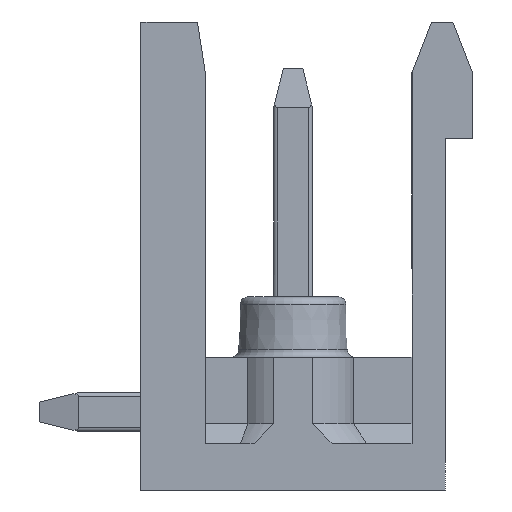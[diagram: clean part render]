
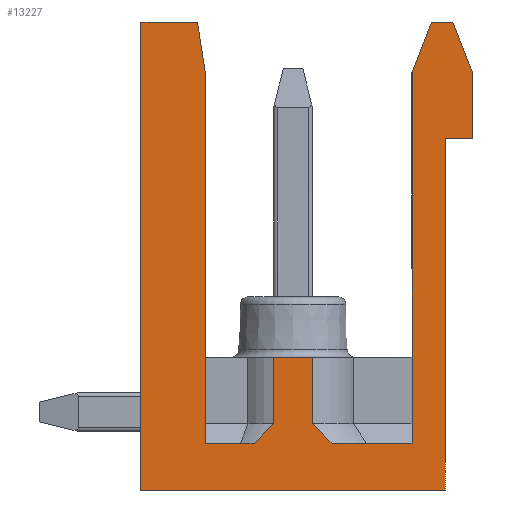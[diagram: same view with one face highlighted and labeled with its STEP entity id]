
A CAD part, left-side view. The second image highlights one B-rep face of the part: STEP entity #13227.
In plain terms, the highlighted planar face has unit normal (-1, 0, 0).
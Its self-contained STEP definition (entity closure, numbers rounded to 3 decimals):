
#1580=ORIENTED_EDGE('',*,*,#5332,.T.);
#1581=ORIENTED_EDGE('',*,*,#5333,.T.);
#1582=ORIENTED_EDGE('',*,*,#5334,.F.);
#1583=ORIENTED_EDGE('',*,*,#5335,.T.);
#1584=ORIENTED_EDGE('',*,*,#4543,.T.);
#1585=ORIENTED_EDGE('',*,*,#5336,.F.);
#1586=ORIENTED_EDGE('',*,*,#5337,.T.);
#1587=ORIENTED_EDGE('',*,*,#5338,.F.);
#1588=ORIENTED_EDGE('',*,*,#5304,.T.);
#1589=ORIENTED_EDGE('',*,*,#5298,.F.);
#1590=ORIENTED_EDGE('',*,*,#5301,.T.);
#1591=ORIENTED_EDGE('',*,*,#5339,.F.);
#1592=ORIENTED_EDGE('',*,*,#5340,.F.);
#1593=ORIENTED_EDGE('',*,*,#5341,.T.);
#1594=ORIENTED_EDGE('',*,*,#5342,.T.);
#1595=ORIENTED_EDGE('',*,*,#4727,.T.);
#1596=ORIENTED_EDGE('',*,*,#5343,.F.);
#1597=ORIENTED_EDGE('',*,*,#5344,.T.);
#1598=ORIENTED_EDGE('',*,*,#5345,.F.);
#4543=EDGE_CURVE('',#6489,#6488,#7738,.T.);
#4727=EDGE_CURVE('',#6669,#6668,#7873,.T.);
#5298=EDGE_CURVE('',#7118,#7115,#8399,.T.);
#5301=EDGE_CURVE('',#7118,#7120,#8402,.F.);
#5304=EDGE_CURVE('',#7122,#7115,#8405,.F.);
#5332=EDGE_CURVE('',#7141,#7142,#8433,.T.);
#5333=EDGE_CURVE('',#7142,#7143,#8434,.F.);
#5334=EDGE_CURVE('',#7144,#7143,#8435,.T.);
#5335=EDGE_CURVE('',#7144,#6489,#8436,.T.);
#5336=EDGE_CURVE('',#7145,#6488,#8437,.T.);
#5337=EDGE_CURVE('',#7145,#7146,#8438,.T.);
#5338=EDGE_CURVE('',#7122,#7146,#8439,.T.);
#5339=EDGE_CURVE('',#7147,#7120,#8440,.T.);
#5340=EDGE_CURVE('',#7148,#7147,#8441,.T.);
#5341=EDGE_CURVE('',#7148,#7149,#8442,.F.);
#5342=EDGE_CURVE('',#7149,#6669,#8443,.T.);
#5343=EDGE_CURVE('',#7150,#6668,#8444,.T.);
#5344=EDGE_CURVE('',#7150,#7151,#8445,.F.);
#5345=EDGE_CURVE('',#7141,#7151,#8446,.T.);
#6488=VERTEX_POINT('',#18587);
#6489=VERTEX_POINT('',#18589);
#6668=VERTEX_POINT('',#18959);
#6669=VERTEX_POINT('',#18961);
#7115=VERTEX_POINT('',#20150);
#7118=VERTEX_POINT('',#20155);
#7120=VERTEX_POINT('',#20161);
#7122=VERTEX_POINT('',#20166);
#7141=VERTEX_POINT('',#20221);
#7142=VERTEX_POINT('',#20222);
#7143=VERTEX_POINT('',#20224);
#7144=VERTEX_POINT('',#20226);
#7145=VERTEX_POINT('',#20229);
#7146=VERTEX_POINT('',#20231);
#7147=VERTEX_POINT('',#20234);
#7148=VERTEX_POINT('',#20236);
#7149=VERTEX_POINT('',#20238);
#7150=VERTEX_POINT('',#20241);
#7151=VERTEX_POINT('',#20243);
#7738=LINE('',#18588,#9291);
#7873=LINE('',#18960,#9426);
#8399=LINE('',#20156,#9952);
#8402=LINE('',#20162,#9955);
#8405=LINE('',#20168,#9958);
#8433=LINE('',#20220,#9986);
#8434=LINE('',#20223,#9987);
#8435=LINE('',#20225,#9988);
#8436=LINE('',#20227,#9989);
#8437=LINE('',#20228,#9990);
#8438=LINE('',#20230,#9991);
#8439=LINE('',#20232,#9992);
#8440=LINE('',#20233,#9993);
#8441=LINE('',#20235,#9994);
#8442=LINE('',#20237,#9995);
#8443=LINE('',#20239,#9996);
#8444=LINE('',#20240,#9997);
#8445=LINE('',#20242,#9998);
#8446=LINE('',#20244,#9999);
#9291=VECTOR('',#14941,1000.);
#9426=VECTOR('',#15190,1000.);
#9952=VECTOR('',#15980,1000.);
#9955=VECTOR('',#15985,1000.);
#9958=VECTOR('',#15990,1000.);
#9986=VECTOR('',#16030,1000.);
#9987=VECTOR('',#16031,1000.);
#9988=VECTOR('',#16032,1000.);
#9989=VECTOR('',#16033,1000.);
#9990=VECTOR('',#16034,1000.);
#9991=VECTOR('',#16035,1000.);
#9992=VECTOR('',#16036,1000.);
#9993=VECTOR('',#16037,1000.);
#9994=VECTOR('',#16038,1000.);
#9995=VECTOR('',#16039,1000.);
#9996=VECTOR('',#16040,1000.);
#9997=VECTOR('',#16041,1000.);
#9998=VECTOR('',#16042,1000.);
#9999=VECTOR('',#16043,1000.);
#10976=EDGE_LOOP('',(#1580,#1581,#1582,#1583,#1584,#1585,#1586,#1587,#1588,
#1589,#1590,#1591,#1592,#1593,#1594,#1595,#1596,#1597,#1598));
#11819=FACE_BOUND('',#10976,.T.);
#12650=PLANE('',#14085);
#13227=ADVANCED_FACE('',(#11819),#12650,.T.);
#14085=AXIS2_PLACEMENT_3D('',#20219,#16028,#16029);
#14941=DIRECTION('',(0.,-1.,0.));
#15190=DIRECTION('',(0.,1.,0.));
#15980=DIRECTION('',(0.,-1.,0.));
#15985=DIRECTION('',(0.,-0.359,0.933));
#15990=DIRECTION('',(0.,-0.359,-0.933));
#16028=DIRECTION('',(-1.,0.,0.));
#16029=DIRECTION('',(0.,0.,1.));
#16030=DIRECTION('',(0.,0.,1.));
#16031=DIRECTION('',(0.,-0.152,-0.988));
#16032=DIRECTION('',(0.,-1.,0.));
#16033=DIRECTION('',(0.,0.,-1.));
#16034=DIRECTION('',(0.,0.,-1.));
#16035=DIRECTION('',(0.,-1.,0.));
#16036=DIRECTION('',(0.,0.,-1.));
#16037=DIRECTION('',(0.,0.,1.));
#16038=DIRECTION('',(0.,-1.,0.));
#16039=DIRECTION('',(0.,-0.707,-0.707));
#16040=DIRECTION('',(0.,0.,1.));
#16041=DIRECTION('',(0.,0.,1.));
#16042=DIRECTION('',(0.,-0.707,0.707));
#16043=DIRECTION('',(0.,-1.,0.));
#18587=CARTESIAN_POINT('',(-30.,0.7,-6.));
#18588=CARTESIAN_POINT('',(-30.,8.5,-6.));
#18589=CARTESIAN_POINT('',(-30.,8.5,-6.));
#18959=CARTESIAN_POINT('',(-30.,5.1,-2.6));
#18960=CARTESIAN_POINT('',(-30.,1.55,-2.6));
#18961=CARTESIAN_POINT('',(-30.,4.1,-2.6));
#20150=CARTESIAN_POINT('',(-30.,0.5,6.));
#20155=CARTESIAN_POINT('',(-30.,1.05,6.));
#20156=CARTESIAN_POINT('',(-30.,8.5,6.));
#20161=CARTESIAN_POINT('',(-30.,1.55,4.7));
#20162=CARTESIAN_POINT('',(-30.,2.01,3.504));
#20166=CARTESIAN_POINT('',(-30.,0.,4.7));
#20168=CARTESIAN_POINT('',(-30.,1.531,8.68));
#20219=CARTESIAN_POINT('',(-30.,8.5,6.));
#20220=CARTESIAN_POINT('',(-30.,6.85,-2.6));
#20221=CARTESIAN_POINT('',(-30.,6.85,-4.8));
#20222=CARTESIAN_POINT('',(-30.,6.85,4.7));
#20223=CARTESIAN_POINT('',(-30.,7.084,6.218));
#20224=CARTESIAN_POINT('',(-30.,7.05,6.));
#20225=CARTESIAN_POINT('',(-30.,8.5,6.));
#20226=CARTESIAN_POINT('',(-30.,8.5,6.));
#20227=CARTESIAN_POINT('',(-30.,8.5,6.));
#20228=CARTESIAN_POINT('',(-30.,0.7,3.));
#20229=CARTESIAN_POINT('',(-30.,0.7,3.));
#20230=CARTESIAN_POINT('',(-30.,0.7,3.));
#20231=CARTESIAN_POINT('',(-30.,0.,3.));
#20232=CARTESIAN_POINT('',(-30.,0.,6.));
#20233=CARTESIAN_POINT('',(-30.,1.55,-2.6));
#20234=CARTESIAN_POINT('',(-30.,1.55,-4.8));
#20235=CARTESIAN_POINT('',(-30.,4.1,-4.8));
#20236=CARTESIAN_POINT('',(-30.,3.6,-4.8));
#20237=CARTESIAN_POINT('',(-30.,3.6,-4.8));
#20238=CARTESIAN_POINT('',(-30.,4.1,-4.3));
#20239=CARTESIAN_POINT('',(-30.,4.1,-4.8));
#20240=CARTESIAN_POINT('',(-30.,5.1,-4.8));
#20241=CARTESIAN_POINT('',(-30.,5.1,-4.3));
#20242=CARTESIAN_POINT('',(-30.,5.6,-4.8));
#20243=CARTESIAN_POINT('',(-30.,5.6,-4.8));
#20244=CARTESIAN_POINT('',(-30.,6.85,-4.8));
